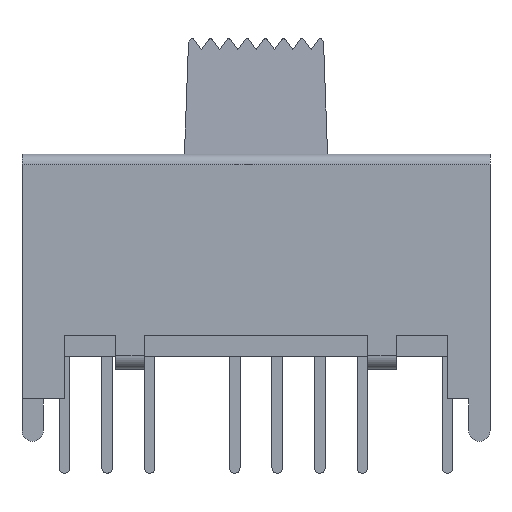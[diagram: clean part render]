
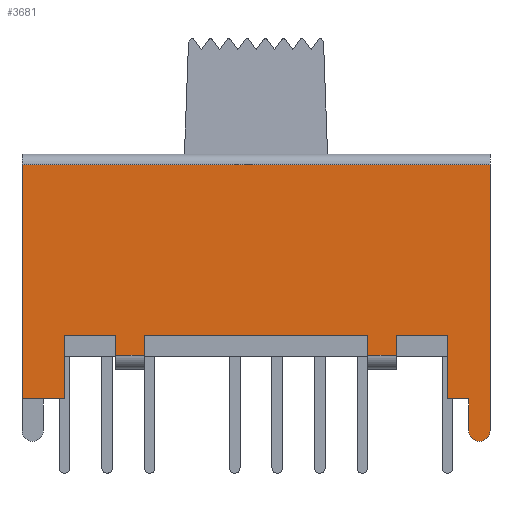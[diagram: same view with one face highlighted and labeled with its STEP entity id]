
A CAD part, front view. The second image highlights one B-rep face of the part: STEP entity #3681.
In plain terms, the highlighted planar face has unit normal (0, -1, 0).
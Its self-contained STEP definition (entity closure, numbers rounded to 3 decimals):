
#722=DIRECTION('',(0.,0.,1.));
#723=VECTOR('',#722,12.5);
#724=CARTESIAN_POINT('',(11.,-4.15,-13.));
#725=LINE('',#724,#723);
#731=DIRECTION('',(0.,0.,-1.));
#732=VECTOR('',#731,11.);
#733=CARTESIAN_POINT('',(-11.,-4.15,-0.5));
#734=LINE('',#733,#732);
#744=DIRECTION('',(1.,0.,0.));
#745=VECTOR('',#744,22.);
#746=CARTESIAN_POINT('',(-11.,-4.15,-0.5));
#747=LINE('',#746,#745);
#748=CARTESIAN_POINT('',(10.5,-4.15,-13.));
#749=DIRECTION('',(0.,-1.,0.));
#750=DIRECTION('',(-1.,0.,0.));
#751=AXIS2_PLACEMENT_3D('',#748,#749,#750);
#753=DIRECTION('',(0.,0.,-1.));
#754=VECTOR('',#753,1.5);
#755=CARTESIAN_POINT('',(10.,-4.15,-11.5));
#756=LINE('',#755,#754);
#757=DIRECTION('',(1.,0.,0.));
#758=VECTOR('',#757,1.);
#759=CARTESIAN_POINT('',(9.,-4.15,-11.5));
#760=LINE('',#759,#758);
#761=DIRECTION('',(-1.,0.,0.));
#762=VECTOR('',#761,2.4);
#763=CARTESIAN_POINT('',(9.,-4.15,-8.5));
#764=LINE('',#763,#762);
#765=DIRECTION('',(-1.,0.,0.));
#766=VECTOR('',#765,1.35);
#767=CARTESIAN_POINT('',(6.6,-4.15,-9.45));
#768=LINE('',#767,#766);
#769=DIRECTION('',(-1.,0.,0.));
#770=VECTOR('',#769,10.5);
#771=CARTESIAN_POINT('',(5.25,-4.15,-8.5));
#772=LINE('',#771,#770);
#773=DIRECTION('',(-1.,0.,0.));
#774=VECTOR('',#773,1.35);
#775=CARTESIAN_POINT('',(-5.25,-4.15,-9.45));
#776=LINE('',#775,#774);
#777=DIRECTION('',(-1.,0.,0.));
#778=VECTOR('',#777,2.4);
#779=CARTESIAN_POINT('',(-6.6,-4.15,-8.5));
#780=LINE('',#779,#778);
#781=DIRECTION('',(1.,0.,0.));
#782=VECTOR('',#781,2.);
#783=CARTESIAN_POINT('',(-11.,-4.15,-11.5));
#784=LINE('',#783,#782);
#1465=DIRECTION('',(0.,0.,-1.));
#1466=VECTOR('',#1465,0.95);
#1467=CARTESIAN_POINT('',(5.25,-4.15,-8.5));
#1468=LINE('',#1467,#1466);
#1478=DIRECTION('',(0.,0.,1.));
#1479=VECTOR('',#1478,0.95);
#1480=CARTESIAN_POINT('',(6.6,-4.15,-9.45));
#1481=LINE('',#1480,#1479);
#1494=DIRECTION('',(0.,0.,-1.));
#1495=VECTOR('',#1494,3.);
#1496=CARTESIAN_POINT('',(9.,-4.15,-8.5));
#1497=LINE('',#1496,#1495);
#1534=DIRECTION('',(0.,0.,1.));
#1535=VECTOR('',#1534,3.);
#1536=CARTESIAN_POINT('',(-9.,-4.15,-11.5));
#1537=LINE('',#1536,#1535);
#1555=DIRECTION('',(0.,0.,-1.));
#1556=VECTOR('',#1555,0.95);
#1557=CARTESIAN_POINT('',(-6.6,-4.15,-8.5));
#1558=LINE('',#1557,#1556);
#1564=DIRECTION('',(0.,0.,1.));
#1565=VECTOR('',#1564,0.95);
#1566=CARTESIAN_POINT('',(-5.25,-4.15,-9.45));
#1567=LINE('',#1566,#1565);
#2216=CARTESIAN_POINT('',(9.,-4.15,-11.5));
#2217=CARTESIAN_POINT('',(10.,-4.15,-11.5));
#2218=VERTEX_POINT('',#2216);
#2219=VERTEX_POINT('',#2217);
#2220=CARTESIAN_POINT('',(10.,-4.15,-13.));
#2221=VERTEX_POINT('',#2220);
#2222=CARTESIAN_POINT('',(11.,-4.15,-13.));
#2223=VERTEX_POINT('',#2222);
#2224=CARTESIAN_POINT('',(-11.,-4.15,-11.5));
#2225=CARTESIAN_POINT('',(-9.,-4.15,-11.5));
#2226=VERTEX_POINT('',#2224);
#2227=VERTEX_POINT('',#2225);
#2278=CARTESIAN_POINT('',(9.,-4.15,-8.5));
#2279=CARTESIAN_POINT('',(6.6,-4.15,-8.5));
#2280=VERTEX_POINT('',#2278);
#2281=VERTEX_POINT('',#2279);
#2282=CARTESIAN_POINT('',(5.25,-4.15,-8.5));
#2283=CARTESIAN_POINT('',(-5.25,-4.15,-8.5));
#2284=VERTEX_POINT('',#2282);
#2285=VERTEX_POINT('',#2283);
#2286=CARTESIAN_POINT('',(-6.6,-4.15,-8.5));
#2287=CARTESIAN_POINT('',(-9.,-4.15,-8.5));
#2288=VERTEX_POINT('',#2286);
#2289=VERTEX_POINT('',#2287);
#2390=CARTESIAN_POINT('',(5.25,-4.15,-9.45));
#2391=VERTEX_POINT('',#2390);
#2392=CARTESIAN_POINT('',(6.6,-4.15,-9.45));
#2393=VERTEX_POINT('',#2392);
#2398=CARTESIAN_POINT('',(-6.6,-4.15,-9.45));
#2399=VERTEX_POINT('',#2398);
#2400=CARTESIAN_POINT('',(-5.25,-4.15,-9.45));
#2401=VERTEX_POINT('',#2400);
#2665=CARTESIAN_POINT('',(11.,-4.15,-0.5));
#2667=VERTEX_POINT('',#2665);
#2668=CARTESIAN_POINT('',(-11.,-4.15,-0.5));
#2669=VERTEX_POINT('',#2668);
#3641=CARTESIAN_POINT('',(-11.,-4.15,0.));
#3642=DIRECTION('',(0.,-1.,0.));
#3643=DIRECTION('',(1.,0.,0.));
#3644=AXIS2_PLACEMENT_3D('',#3641,#3642,#3643);
#3645=PLANE('',#3644);
#3646=ORIENTED_EDGE('',*,*,#3568,.T.);
#3647=ORIENTED_EDGE('',*,*,#3597,.F.);
#3649=ORIENTED_EDGE('',*,*,#3648,.F.);
#3651=ORIENTED_EDGE('',*,*,#3650,.F.);
#3653=ORIENTED_EDGE('',*,*,#3652,.F.);
#3655=ORIENTED_EDGE('',*,*,#3654,.F.);
#3657=ORIENTED_EDGE('',*,*,#3656,.T.);
#3659=ORIENTED_EDGE('',*,*,#3658,.F.);
#3661=ORIENTED_EDGE('',*,*,#3660,.T.);
#3663=ORIENTED_EDGE('',*,*,#3662,.F.);
#3665=ORIENTED_EDGE('',*,*,#3664,.T.);
#3667=ORIENTED_EDGE('',*,*,#3666,.F.);
#3669=ORIENTED_EDGE('',*,*,#3668,.T.);
#3671=ORIENTED_EDGE('',*,*,#3670,.F.);
#3673=ORIENTED_EDGE('',*,*,#3672,.T.);
#3675=ORIENTED_EDGE('',*,*,#3674,.F.);
#3677=ORIENTED_EDGE('',*,*,#3676,.F.);
#3678=ORIENTED_EDGE('',*,*,#3622,.F.);
#3679=EDGE_LOOP('',(#3646,#3647,#3649,#3651,#3653,#3655,#3657,#3659,#3661,#3663,
#3665,#3667,#3669,#3671,#3673,#3675,#3677,#3678));
#3680=FACE_OUTER_BOUND('',#3679,.F.);
#3681=ADVANCED_FACE('',(#3680),#3645,.T.);
#752=CIRCLE('',#751,0.5);
#3568=EDGE_CURVE('',#2669,#2667,#747,.T.);
#3597=EDGE_CURVE('',#2223,#2667,#725,.T.);
#3622=EDGE_CURVE('',#2669,#2226,#734,.T.);
#3648=EDGE_CURVE('',#2221,#2223,#752,.T.);
#3650=EDGE_CURVE('',#2219,#2221,#756,.T.);
#3652=EDGE_CURVE('',#2218,#2219,#760,.T.);
#3654=EDGE_CURVE('',#2280,#2218,#1497,.T.);
#3656=EDGE_CURVE('',#2280,#2281,#764,.T.);
#3658=EDGE_CURVE('',#2393,#2281,#1481,.T.);
#3660=EDGE_CURVE('',#2393,#2391,#768,.T.);
#3662=EDGE_CURVE('',#2284,#2391,#1468,.T.);
#3664=EDGE_CURVE('',#2284,#2285,#772,.T.);
#3666=EDGE_CURVE('',#2401,#2285,#1567,.T.);
#3668=EDGE_CURVE('',#2401,#2399,#776,.T.);
#3670=EDGE_CURVE('',#2288,#2399,#1558,.T.);
#3672=EDGE_CURVE('',#2288,#2289,#780,.T.);
#3674=EDGE_CURVE('',#2227,#2289,#1537,.T.);
#3676=EDGE_CURVE('',#2226,#2227,#784,.T.);
